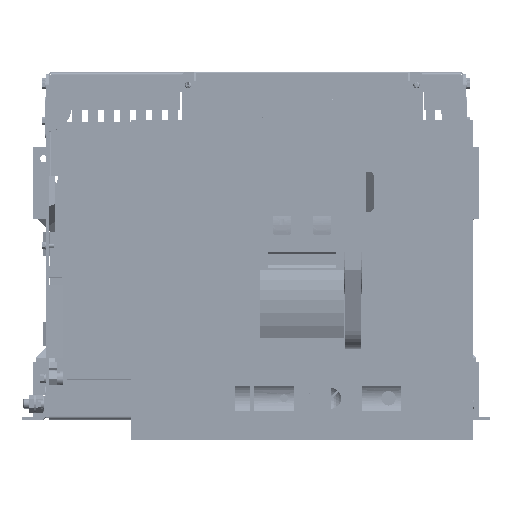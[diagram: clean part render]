
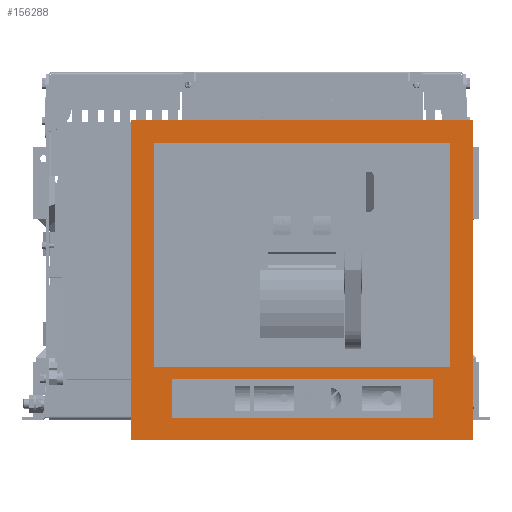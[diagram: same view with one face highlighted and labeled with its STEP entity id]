
A CAD part, top view. The second image highlights one B-rep face of the part: STEP entity #156288.
In plain terms, the highlighted planar face has unit normal (0, 0, 1).
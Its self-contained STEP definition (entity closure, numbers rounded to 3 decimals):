
#359 = DIRECTION ( 'NONE',  ( -1., 0., 0. ) ) ;
#865 = CARTESIAN_POINT ( 'NONE',  ( -212.5, 373., 18.8 ) ) ;
#2072 = ORIENTED_EDGE ( 'NONE', *, *, #90351, .T. ) ;
#4792 = VERTEX_POINT ( 'NONE', #339562 ) ;
#9591 = LINE ( 'NONE', #293571, #285251 ) ;
#9765 = PLANE ( 'NONE',  #162934 ) ;
#13495 = VECTOR ( 'NONE', #249945, 1000. ) ;
#18268 = CARTESIAN_POINT ( 'NONE',  ( 184., 343.5, 18.8 ) ) ;
#38787 = EDGE_LOOP ( 'NONE', ( #187287, #268274, #165507, #127962 ) ) ;
#40616 = CARTESIAN_POINT ( 'NONE',  ( -184., 343.5, 18.8 ) ) ;
#50484 = CARTESIAN_POINT ( 'NONE',  ( -162., 50.5, 18.8 ) ) ;
#55336 = EDGE_CURVE ( 'NONE', #170119, #237814, #190287, .T. ) ;
#59927 = VECTOR ( 'NONE', #291434, 1000. ) ;
#61632 = CARTESIAN_POINT ( 'NONE',  ( -212.5, 373., 18.8 ) ) ;
#63377 = VECTOR ( 'NONE', #75525, 1000. ) ;
#68808 = FACE_BOUND ( 'NONE', #38787, .T. ) ;
#74164 = CARTESIAN_POINT ( 'NONE',  ( 184., 343.5, 18.8 ) ) ;
#75356 = VERTEX_POINT ( 'NONE', #308233 ) ;
#75525 = DIRECTION ( 'NONE',  ( 1., 0., 0. ) ) ;
#89696 = VECTOR ( 'NONE', #197893, 1000. ) ;
#90351 = EDGE_CURVE ( 'NONE', #209906, #326336, #152907, .T. ) ;
#92817 = DIRECTION ( 'NONE',  ( 0., 0., 1. ) ) ;
#95228 = EDGE_LOOP ( 'NONE', ( #272449, #103003, #339428, #287653 ) ) ;
#97156 = EDGE_CURVE ( 'NONE', #75356, #209906, #106131, .T. ) ;
#103003 = ORIENTED_EDGE ( 'NONE', *, *, #253203, .F. ) ;
#106131 = LINE ( 'NONE', #865, #13495 ) ;
#108875 = VERTEX_POINT ( 'NONE', #265095 ) ;
#110110 = ORIENTED_EDGE ( 'NONE', *, *, #118287, .T. ) ;
#111579 = CARTESIAN_POINT ( 'NONE',  ( -184., 343.5, 18.8 ) ) ;
#118287 = EDGE_CURVE ( 'NONE', #326336, #305689, #9591, .T. ) ;
#122265 = DIRECTION ( 'NONE',  ( 1., 0., 0. ) ) ;
#125397 = DIRECTION ( 'NONE',  ( 0., 1., 0. ) ) ;
#127962 = ORIENTED_EDGE ( 'NONE', *, *, #55336, .F. ) ;
#134800 = LINE ( 'NONE', #333951, #317912 ) ;
#137233 = VECTOR ( 'NONE', #297263, 1000. ) ;
#145644 = ORIENTED_EDGE ( 'NONE', *, *, #328042, .T. ) ;
#151762 = FACE_OUTER_BOUND ( 'NONE', #282907, .T. ) ;
#152907 = LINE ( 'NONE', #237730, #338222 ) ;
#153580 = CARTESIAN_POINT ( 'NONE',  ( 0., 0., 18.8 ) ) ;
#156030 = DIRECTION ( 'NONE',  ( -1., 0., 0. ) ) ;
#156043 = VECTOR ( 'NONE', #275080, 1000. ) ;
#156288 = ADVANCED_FACE ( 'NONE', ( #68808, #151762, #181285 ), #9765, .T. ) ;
#160661 = DIRECTION ( 'NONE',  ( 1., 0., 0. ) ) ;
#162934 = AXIS2_PLACEMENT_3D ( 'NONE', #153580, #92817, #122265 ) ;
#165507 = ORIENTED_EDGE ( 'NONE', *, *, #203227, .F. ) ;
#170046 = EDGE_CURVE ( 'NONE', #323763, #4792, #317293, .T. ) ;
#170119 = VERTEX_POINT ( 'NONE', #204802 ) ;
#181285 = FACE_BOUND ( 'NONE', #95228, .T. ) ;
#183514 = CARTESIAN_POINT ( 'NONE',  ( -162., 50.5, 18.8 ) ) ;
#187287 = ORIENTED_EDGE ( 'NONE', *, *, #275678, .F. ) ;
#190287 = LINE ( 'NONE', #74164, #156043 ) ;
#197893 = DIRECTION ( 'NONE',  ( 0., -1., 0. ) ) ;
#203227 = EDGE_CURVE ( 'NONE', #237814, #323763, #258519, .T. ) ;
#204787 = CARTESIAN_POINT ( 'NONE',  ( 162., 50.5, 18.8 ) ) ;
#204802 = CARTESIAN_POINT ( 'NONE',  ( 184., 65.5, 18.8 ) ) ;
#209906 = VERTEX_POINT ( 'NONE', #61632 ) ;
#215670 = CARTESIAN_POINT ( 'NONE',  ( -162., 2.5, 18.8 ) ) ;
#227002 = ORIENTED_EDGE ( 'NONE', *, *, #97156, .T. ) ;
#228998 = CARTESIAN_POINT ( 'NONE',  ( -184., 343.5, 18.8 ) ) ;
#230983 = CARTESIAN_POINT ( 'NONE',  ( -212.5, -25., 18.8 ) ) ;
#235143 = VERTEX_POINT ( 'NONE', #183514 ) ;
#237730 = CARTESIAN_POINT ( 'NONE',  ( -212.5, 373., 18.8 ) ) ;
#237814 = VERTEX_POINT ( 'NONE', #18268 ) ;
#237898 = LINE ( 'NONE', #204787, #312148 ) ;
#238244 = LINE ( 'NONE', #240061, #137233 ) ;
#240061 = CARTESIAN_POINT ( 'NONE',  ( 212.5, 373., 18.8 ) ) ;
#242636 = LINE ( 'NONE', #329282, #363027 ) ;
#249945 = DIRECTION ( 'NONE',  ( -1., 0., 0. ) ) ;
#252986 = CARTESIAN_POINT ( 'NONE',  ( 212.5, -25., 18.8 ) ) ;
#253203 = EDGE_CURVE ( 'NONE', #235143, #324408, #336206, .T. ) ;
#258519 = LINE ( 'NONE', #228998, #343869 ) ;
#265095 = CARTESIAN_POINT ( 'NONE',  ( 162., 2.5, 18.8 ) ) ;
#268274 = ORIENTED_EDGE ( 'NONE', *, *, #170046, .F. ) ;
#272449 = ORIENTED_EDGE ( 'NONE', *, *, #303047, .F. ) ;
#275080 = DIRECTION ( 'NONE',  ( 0., 1., 0. ) ) ;
#275678 = EDGE_CURVE ( 'NONE', #4792, #170119, #134800, .T. ) ;
#282907 = EDGE_LOOP ( 'NONE', ( #2072, #110110, #145644, #227002 ) ) ;
#285251 = VECTOR ( 'NONE', #343490, 1000. ) ;
#287653 = ORIENTED_EDGE ( 'NONE', *, *, #346119, .F. ) ;
#291434 = DIRECTION ( 'NONE',  ( 0., -1., 0. ) ) ;
#293571 = CARTESIAN_POINT ( 'NONE',  ( -212.5, -25., 18.8 ) ) ;
#296733 = DIRECTION ( 'NONE',  ( 0., -1., 0. ) ) ;
#297263 = DIRECTION ( 'NONE',  ( 0., 1., 0. ) ) ;
#303047 = EDGE_CURVE ( 'NONE', #324408, #108875, #326358, .T. ) ;
#305689 = VERTEX_POINT ( 'NONE', #252986 ) ;
#308233 = CARTESIAN_POINT ( 'NONE',  ( 212.5, 373., 18.8 ) ) ;
#310236 = EDGE_CURVE ( 'NONE', #329274, #235143, #242636, .T. ) ;
#312148 = VECTOR ( 'NONE', #125397, 1000. ) ;
#317293 = LINE ( 'NONE', #40616, #59927 ) ;
#317912 = VECTOR ( 'NONE', #160661, 1000. ) ;
#323763 = VERTEX_POINT ( 'NONE', #111579 ) ;
#324408 = VERTEX_POINT ( 'NONE', #346584 ) ;
#326336 = VERTEX_POINT ( 'NONE', #230983 ) ;
#326358 = LINE ( 'NONE', #215670, #63377 ) ;
#328042 = EDGE_CURVE ( 'NONE', #305689, #75356, #238244, .T. ) ;
#329274 = VERTEX_POINT ( 'NONE', #342696 ) ;
#329282 = CARTESIAN_POINT ( 'NONE',  ( -162., 50.5, 18.8 ) ) ;
#333951 = CARTESIAN_POINT ( 'NONE',  ( -184., 65.5, 18.8 ) ) ;
#336206 = LINE ( 'NONE', #50484, #89696 ) ;
#338222 = VECTOR ( 'NONE', #296733, 1000. ) ;
#339428 = ORIENTED_EDGE ( 'NONE', *, *, #310236, .F. ) ;
#339562 = CARTESIAN_POINT ( 'NONE',  ( -184., 65.5, 18.8 ) ) ;
#342696 = CARTESIAN_POINT ( 'NONE',  ( 162., 50.5, 18.8 ) ) ;
#343490 = DIRECTION ( 'NONE',  ( 1., 0., 0. ) ) ;
#343869 = VECTOR ( 'NONE', #359, 1000. ) ;
#346119 = EDGE_CURVE ( 'NONE', #108875, #329274, #237898, .T. ) ;
#346584 = CARTESIAN_POINT ( 'NONE',  ( -162., 2.5, 18.8 ) ) ;
#363027 = VECTOR ( 'NONE', #156030, 1000. ) ;
